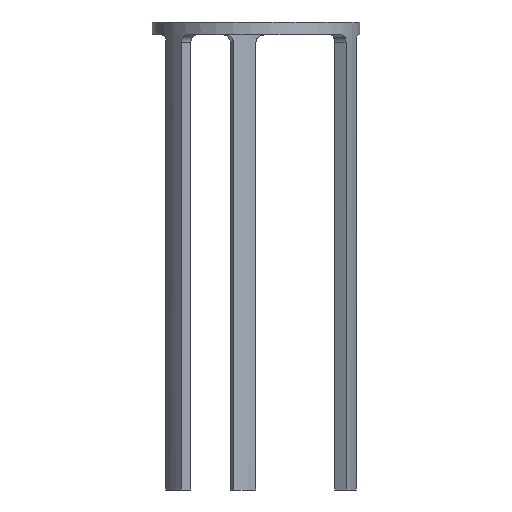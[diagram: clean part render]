
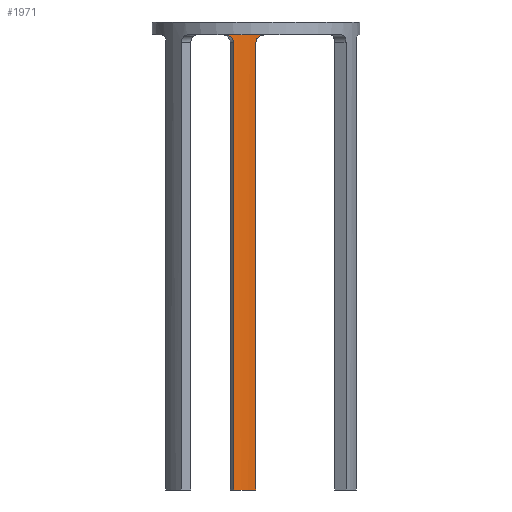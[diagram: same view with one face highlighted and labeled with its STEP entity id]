
A CAD part, front view. The second image highlights one B-rep face of the part: STEP entity #1971.
In plain terms, the highlighted cylindrical face has radius 35 mm (diameter 70 mm), a partial arc.
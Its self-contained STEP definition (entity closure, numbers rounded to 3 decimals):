
#56=CIRCLE('',#2073,35.);
#57=CIRCLE('',#2074,35.);
#58=CIRCLE('',#2075,35.);
#89=CIRCLE('',#2122,35.);
#90=CIRCLE('',#2123,35.);
#91=CIRCLE('',#2124,35.);
#190=FACE_OUTER_BOUND('',#297,.T.);
#297=EDGE_LOOP('',(#1570,#1571,#1572,#1573,#1574,#1575,#1576,#1577,#1578,
#1579,#1580,#1581,#1582,#1583));
#399=LINE('',#2841,#635);
#502=LINE('',#3220,#738);
#505=LINE('',#3234,#741);
#506=LINE('',#3237,#742);
#507=LINE('',#3239,#743);
#508=LINE('',#3242,#744);
#635=VECTOR('',#2219,1.);
#738=VECTOR('',#2420,1.);
#741=VECTOR('',#2437,1.);
#742=VECTOR('',#2440,1.);
#743=VECTOR('',#2441,1.);
#744=VECTOR('',#2444,1.);
#863=B_SPLINE_CURVE_WITH_KNOTS('',3,(#2799,#2800,#2801,#2802,#2803,#2804,
#2805,#2806,#2807,#2808,#2809,#2810,#2811,#2812,#2813,#2814,#2815,#2816),
 .UNSPECIFIED.,.F.,.F.,(4,2,2,2,2,2,2,2,4),(-4.524,-3.958,
-3.392,-2.826,-2.26,-1.695,
-1.13,-0.565,0.),.UNSPECIFIED.);
#865=B_SPLINE_CURVE_WITH_KNOTS('',3,(#2848,#2849,#2850,#2851,#2852,#2853,
#2854,#2855,#2856,#2857,#2858,#2859,#2860,#2861,#2862,#2863,#2864,#2865),
 .UNSPECIFIED.,.F.,.F.,(4,2,2,2,2,2,2,2,4),(0.,0.565,1.13,
1.695,2.26,2.826,3.392,3.958,
4.524),.UNSPECIFIED.);
#883=VERTEX_POINT('',#2797);
#884=VERTEX_POINT('',#2798);
#887=VERTEX_POINT('',#2840);
#889=VERTEX_POINT('',#2846);
#890=VERTEX_POINT('',#2847);
#903=VERTEX_POINT('',#2910);
#905=VERTEX_POINT('',#2914);
#906=VERTEX_POINT('',#2916);
#909=VERTEX_POINT('',#2922);
#1006=VERTEX_POINT('',#3218);
#1010=VERTEX_POINT('',#3233);
#1011=VERTEX_POINT('',#3235);
#1012=VERTEX_POINT('',#3238);
#1013=VERTEX_POINT('',#3240);
#1078=EDGE_CURVE('',#883,#884,#863,.T.);
#1082=EDGE_CURVE('',#884,#887,#399,.T.);
#1085=EDGE_CURVE('',#889,#890,#865,.F.);
#1100=EDGE_CURVE('',#889,#903,#56,.T.);
#1103=EDGE_CURVE('',#905,#906,#57,.T.);
#1107=EDGE_CURVE('',#909,#883,#58,.T.);
#1224=EDGE_CURVE('',#1006,#890,#502,.T.);
#1232=EDGE_CURVE('',#1010,#909,#505,.T.);
#1233=EDGE_CURVE('',#1011,#1010,#89,.T.);
#1234=EDGE_CURVE('',#906,#1011,#506,.T.);
#1235=EDGE_CURVE('',#1012,#905,#507,.T.);
#1236=EDGE_CURVE('',#1013,#1012,#90,.T.);
#1237=EDGE_CURVE('',#903,#1013,#508,.T.);
#1238=EDGE_CURVE('',#887,#1006,#91,.T.);
#1570=ORIENTED_EDGE('',*,*,#1232,.F.);
#1571=ORIENTED_EDGE('',*,*,#1233,.F.);
#1572=ORIENTED_EDGE('',*,*,#1234,.F.);
#1573=ORIENTED_EDGE('',*,*,#1103,.F.);
#1574=ORIENTED_EDGE('',*,*,#1235,.F.);
#1575=ORIENTED_EDGE('',*,*,#1236,.F.);
#1576=ORIENTED_EDGE('',*,*,#1237,.F.);
#1577=ORIENTED_EDGE('',*,*,#1100,.F.);
#1578=ORIENTED_EDGE('',*,*,#1085,.T.);
#1579=ORIENTED_EDGE('',*,*,#1224,.F.);
#1580=ORIENTED_EDGE('',*,*,#1238,.F.);
#1581=ORIENTED_EDGE('',*,*,#1082,.F.);
#1582=ORIENTED_EDGE('',*,*,#1078,.F.);
#1583=ORIENTED_EDGE('',*,*,#1107,.F.);
#1947=CYLINDRICAL_SURFACE('',#2121,35.);
#1971=ADVANCED_FACE('',(#190),#1947,.F.);
#2073=AXIS2_PLACEMENT_3D('',#2911,#2244,#2245);
#2074=AXIS2_PLACEMENT_3D('',#2917,#2248,#2249);
#2075=AXIS2_PLACEMENT_3D('',#2924,#2253,#2254);
#2121=AXIS2_PLACEMENT_3D('',#3232,#2435,#2436);
#2122=AXIS2_PLACEMENT_3D('',#3236,#2438,#2439);
#2123=AXIS2_PLACEMENT_3D('',#3241,#2442,#2443);
#2124=AXIS2_PLACEMENT_3D('',#3243,#2445,#2446);
#2219=DIRECTION('',(0.,0.,-1.));
#2244=DIRECTION('center_axis',(0.,0.,1.));
#2245=DIRECTION('ref_axis',(-1.,0.,0.));
#2248=DIRECTION('center_axis',(0.,0.,-1.));
#2249=DIRECTION('ref_axis',(-0.716,-0.698,0.));
#2253=DIRECTION('center_axis',(0.,0.,1.));
#2254=DIRECTION('ref_axis',(-1.,0.,0.));
#2420=DIRECTION('',(0.,0.,1.));
#2435=DIRECTION('center_axis',(0.,0.,1.));
#2436=DIRECTION('ref_axis',(-0.716,-0.698,0.));
#2437=DIRECTION('',(0.,0.,-1.));
#2438=DIRECTION('center_axis',(0.,0.,-1.));
#2439=DIRECTION('ref_axis',(-1.,0.,0.));
#2440=DIRECTION('',(0.,0.,1.));
#2441=DIRECTION('',(0.,0.,-1.));
#2442=DIRECTION('center_axis',(0.,0.,-1.));
#2443=DIRECTION('ref_axis',(-1.,0.,0.));
#2444=DIRECTION('',(0.,0.,1.));
#2445=DIRECTION('center_axis',(0.,0.,1.));
#2446=DIRECTION('ref_axis',(0.,1.,0.));
#2797=CARTESIAN_POINT('',(3.,34.871,175.));
#2798=CARTESIAN_POINT('',(0.,35.,172.));
#2799=CARTESIAN_POINT('Ctrl Pts',(3.,34.871,175.));
#2800=CARTESIAN_POINT('Ctrl Pts',(2.812,34.887,175.));
#2801=CARTESIAN_POINT('Ctrl Pts',(2.618,34.903,174.982));
#2802=CARTESIAN_POINT('Ctrl Pts',(2.23,34.929,174.906));
#2803=CARTESIAN_POINT('Ctrl Pts',(2.038,34.941,174.849));
#2804=CARTESIAN_POINT('Ctrl Pts',(1.668,34.961,174.696));
#2805=CARTESIAN_POINT('Ctrl Pts',(1.491,34.969,174.6));
#2806=CARTESIAN_POINT('Ctrl Pts',(1.163,34.981,174.38));
#2807=CARTESIAN_POINT('Ctrl Pts',(1.012,34.986,174.255));
#2808=CARTESIAN_POINT('Ctrl Pts',(0.746,34.992,173.988));
#2809=CARTESIAN_POINT('Ctrl Pts',(0.621,34.995,173.838));
#2810=CARTESIAN_POINT('Ctrl Pts',(0.4,34.998,173.51));
#2811=CARTESIAN_POINT('Ctrl Pts',(0.305,34.999,173.333));
#2812=CARTESIAN_POINT('Ctrl Pts',(0.152,35.,172.963));
#2813=CARTESIAN_POINT('Ctrl Pts',(0.094,35.,172.771));
#2814=CARTESIAN_POINT('Ctrl Pts',(0.018,35.,172.383));
#2815=CARTESIAN_POINT('Ctrl Pts',(0.,35.,
172.188));
#2816=CARTESIAN_POINT('Ctrl Pts',(0.,35.,
172.));
#2840=CARTESIAN_POINT('',(0.,35.,0.));
#2841=CARTESIAN_POINT('',(0.,35.,175.));
#2846=CARTESIAN_POINT('',(-11.491,33.06,175.));
#2847=CARTESIAN_POINT('',(-8.615,33.923,172.));
#2848=CARTESIAN_POINT('Ctrl Pts',(-8.615,33.923,172.));
#2849=CARTESIAN_POINT('Ctrl Pts',(-8.615,33.923,172.188));
#2850=CARTESIAN_POINT('Ctrl Pts',(-8.633,33.919,172.383));
#2851=CARTESIAN_POINT('Ctrl Pts',(-8.706,33.9,172.771));
#2852=CARTESIAN_POINT('Ctrl Pts',(-8.762,33.885,172.963));
#2853=CARTESIAN_POINT('Ctrl Pts',(-8.911,33.847,173.333));
#2854=CARTESIAN_POINT('Ctrl Pts',(-9.003,33.823,173.51));
#2855=CARTESIAN_POINT('Ctrl Pts',(-9.216,33.765,173.838));
#2856=CARTESIAN_POINT('Ctrl Pts',(-9.336,33.732,173.988));
#2857=CARTESIAN_POINT('Ctrl Pts',(-9.593,33.66,174.255));
#2858=CARTESIAN_POINT('Ctrl Pts',(-9.738,33.619,174.38));
#2859=CARTESIAN_POINT('Ctrl Pts',(-10.053,33.526,174.6));
#2860=CARTESIAN_POINT('Ctrl Pts',(-10.222,33.474,174.696));
#2861=CARTESIAN_POINT('Ctrl Pts',(-10.576,33.364,174.849));
#2862=CARTESIAN_POINT('Ctrl Pts',(-10.76,33.306,174.906));
#2863=CARTESIAN_POINT('Ctrl Pts',(-11.128,33.184,174.982));
#2864=CARTESIAN_POINT('Ctrl Pts',(-11.313,33.122,175.));
#2865=CARTESIAN_POINT('Ctrl Pts',(-11.491,33.06,175.));
#2910=CARTESIAN_POINT('',(-23.705,25.75,175.));
#2911=CARTESIAN_POINT('Origin',(0.,0.,175.));
#2914=CARTESIAN_POINT('',(-9.25,33.756,175.));
#2916=CARTESIAN_POINT('',(-7.25,34.241,175.));
#2917=CARTESIAN_POINT('Origin',(0.,0.,
175.));
#2922=CARTESIAN_POINT('',(7.25,34.241,175.));
#2924=CARTESIAN_POINT('Origin',(0.,0.,175.));
#3218=CARTESIAN_POINT('',(-8.615,33.923,0.));
#3220=CARTESIAN_POINT('',(-8.615,33.923,0.));
#3232=CARTESIAN_POINT('Origin',(0.,0.,
0.));
#3233=CARTESIAN_POINT('',(7.25,34.241,180.));
#3234=CARTESIAN_POINT('',(7.25,34.241,0.));
#3235=CARTESIAN_POINT('',(-7.25,34.241,180.));
#3236=CARTESIAN_POINT('Origin',(0.,0.,180.));
#3237=CARTESIAN_POINT('',(-7.25,34.241,0.));
#3238=CARTESIAN_POINT('',(-9.25,33.756,180.));
#3239=CARTESIAN_POINT('',(-9.25,33.756,0.));
#3240=CARTESIAN_POINT('',(-23.705,25.75,180.));
#3241=CARTESIAN_POINT('Origin',(0.,0.,180.));
#3242=CARTESIAN_POINT('',(-23.705,25.75,0.));
#3243=CARTESIAN_POINT('Origin',(0.,0.,
0.));
